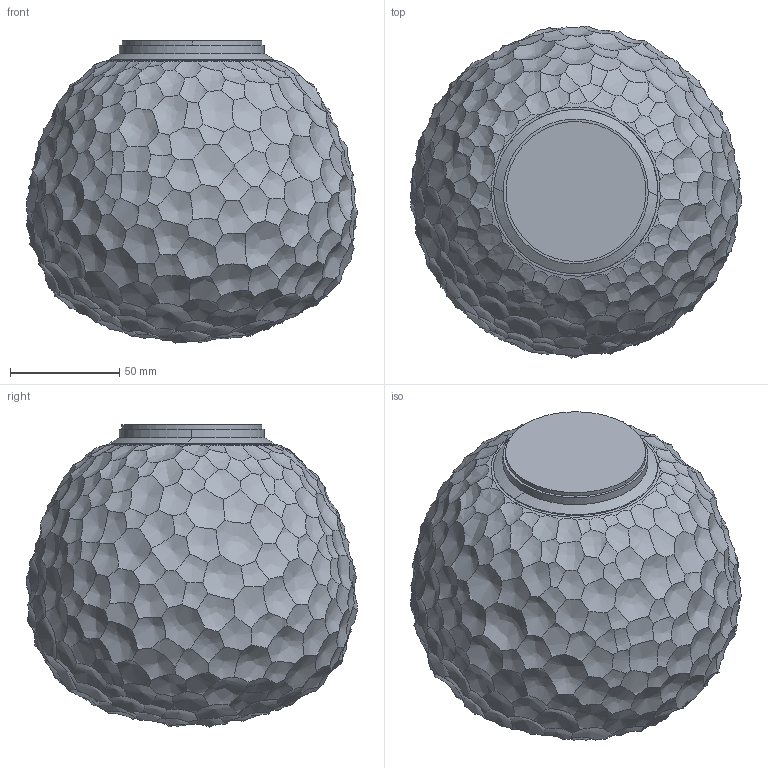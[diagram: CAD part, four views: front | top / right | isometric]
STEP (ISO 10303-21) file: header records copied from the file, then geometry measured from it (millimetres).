
FILE_DESCRIPTION(/* description */ (''),/* implementation_level */ '2;1');
FILE_NAME(/* name */ 'METEORITE 15 PARETE-PLAFONE',/* time_stamp */ '2015-03-13T10:18:11+01:00',/* author */ (''),/* organization */ (''),/* preprocessor_version */ 'ST-DEVELOPER v10',/* originating_system */ '',/* authorisation */ '');
FILE_SCHEMA (('CONFIG_CONTROL_DESIGN'));
Length unit declared in the file: millimetre
Products named in the file (1): 1
Bounding box: 151.67 x 151.71 x 138.13 mm (x, y, z)
Volume: 1640035.7 mm3; surface area: 82788.1 mm2
Topology: 2 solids, 2 shells, 426 faces, 1259 edges, 839 vertices
Faces by surface type: bspline 421, plane 5
Entity records: 32821 total; most frequent: CARTESIAN_POINT 25519, ORIENTED_EDGE 2518, EDGE_CURVE 1259, B_SPLINE_CURVE_WITH_KNOTS 1227, VERTEX_POINT 839, EDGE_LOOP 428, ADVANCED_FACE 426, FACE_OUTER_BOUND 426
